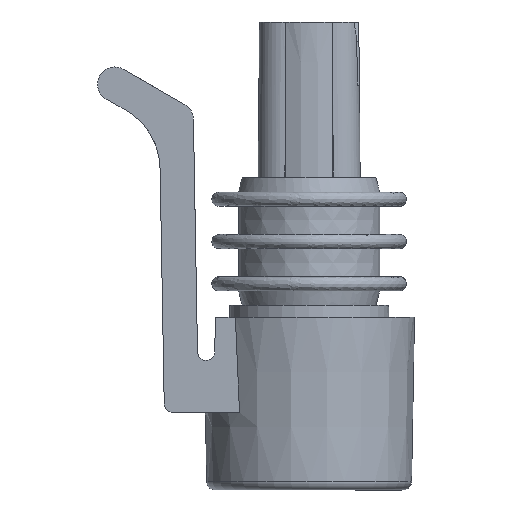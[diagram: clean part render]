
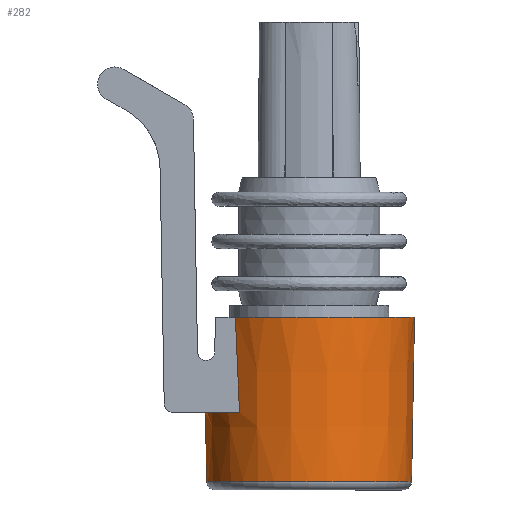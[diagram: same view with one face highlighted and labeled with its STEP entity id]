
A CAD part, left-side view. The second image highlights one B-rep face of the part: STEP entity #282.
In plain terms, the highlighted conical face has half-angle 1.003 degrees and reference radius 6.013 mm.
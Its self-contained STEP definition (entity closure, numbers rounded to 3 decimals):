
#158=CONICAL_SURFACE('',#2370,6.013,1.003);
#183=B_SPLINE_CURVE_WITH_KNOTS('',3,(#3176,#3177,#3178,#3179),
 .UNSPECIFIED.,.F.,.F.,(4,4),(0.,1.),.UNSPECIFIED.);
#185=B_SPLINE_CURVE_WITH_KNOTS('',3,(#3230,#3231,#3232,#3233),
 .UNSPECIFIED.,.F.,.F.,(4,4),(0.,1.),.UNSPECIFIED.);
#187=B_SPLINE_CURVE_WITH_KNOTS('',3,(#3297,#3298,#3299,#3300),
 .UNSPECIFIED.,.F.,.F.,(4,4),(0.,1.),.UNSPECIFIED.);
#199=CIRCLE('',#2367,6.004);
#200=CIRCLE('',#2368,5.934);
#201=CIRCLE('',#2369,6.1);
#282=ADVANCED_FACE('',(#475),#158,.T.);
#475=FACE_OUTER_BOUND('',#586,.T.);
#586=EDGE_LOOP('',(#923,#924,#925,#926,#927,#928,#929,#930));
#923=ORIENTED_EDGE('',*,*,#1678,.F.);
#924=ORIENTED_EDGE('',*,*,#1707,.T.);
#925=ORIENTED_EDGE('',*,*,#1653,.T.);
#926=ORIENTED_EDGE('',*,*,#1708,.F.);
#927=ORIENTED_EDGE('',*,*,#1705,.F.);
#928=ORIENTED_EDGE('',*,*,#1709,.T.);
#929=ORIENTED_EDGE('',*,*,#1710,.F.);
#930=ORIENTED_EDGE('',*,*,#1711,.F.);
#1412=VERTEX_POINT('',#3175);
#1413=VERTEX_POINT('',#3180);
#1431=VERTEX_POINT('',#3229);
#1432=VERTEX_POINT('',#3234);
#1454=VERTEX_POINT('',#3291);
#1455=VERTEX_POINT('',#3293);
#1456=VERTEX_POINT('',#3302);
#1457=VERTEX_POINT('',#3304);
#1653=EDGE_CURVE('',#1413,#1412,#183,.T.);
#1678=EDGE_CURVE('',#1431,#1432,#185,.T.);
#1705=EDGE_CURVE('',#1454,#1455,#1980,.T.);
#1707=EDGE_CURVE('',#1431,#1413,#199,.T.);
#1708=EDGE_CURVE('',#1455,#1412,#187,.T.);
#1709=EDGE_CURVE('',#1454,#1456,#200,.T.);
#1710=EDGE_CURVE('',#1457,#1456,#1982,.T.);
#1711=EDGE_CURVE('',#1432,#1457,#201,.T.);
#1980=LINE('',#3292,#2186);
#1982=LINE('',#3303,#2188);
#2186=VECTOR('',#2696,1.);
#2188=VECTOR('',#2704,1.);
#2367=AXIS2_PLACEMENT_3D('',#3296,#2700,#2701);
#2368=AXIS2_PLACEMENT_3D('',#3301,#2702,#2703);
#2369=AXIS2_PLACEMENT_3D('',#3305,#2705,#2706);
#2370=AXIS2_PLACEMENT_3D('',#3306,#2707,#2708);
#2696=DIRECTION('',(0.,0.017,1.));
#2700=DIRECTION('',(0.,0.,-1.));
#2701=DIRECTION('',(0.,1.,0.));
#2702=DIRECTION('',(0.,0.,1.));
#2703=DIRECTION('',(0.,-1.,0.));
#2704=DIRECTION('',(0.,0.017,-1.));
#2705=DIRECTION('',(0.,0.,1.));
#2706=DIRECTION('',(0.,1.,0.));
#2707=DIRECTION('',(0.,0.,1.));
#2708=DIRECTION('',(0.,-1.,0.));
#3175=CARTESIAN_POINT('',(-1.959,6.056,-11.992));
#3176=CARTESIAN_POINT('',(-2.012,6.003,-15.));
#3177=CARTESIAN_POINT('',(-1.994,6.021,-13.997));
#3178=CARTESIAN_POINT('',(-1.977,6.038,-12.994));
#3179=CARTESIAN_POINT('',(-1.959,6.056,-11.992));
#3180=CARTESIAN_POINT('',(-2.012,6.003,-15.));
#3229=CARTESIAN_POINT('',(-6.349,4.031,-15.));
#3230=CARTESIAN_POINT('',(-6.349,4.031,-15.));
#3231=CARTESIAN_POINT('',(-6.317,4.114,-13.167));
#3232=CARTESIAN_POINT('',(-6.285,4.195,-11.333));
#3233=CARTESIAN_POINT('',(-6.253,4.273,-9.5));
#3234=CARTESIAN_POINT('',(-6.253,4.273,-9.5));
#3291=CARTESIAN_POINT('',(-1.9,5.934,-19.009));
#3292=CARTESIAN_POINT('',(-1.9,0.,-358.071));
#3293=CARTESIAN_POINT('',(-1.9,6.056,-11.992));
#3296=CARTESIAN_POINT('',(-1.9,0.,-15.));
#3297=CARTESIAN_POINT('',(-1.9,6.056,-11.992));
#3298=CARTESIAN_POINT('',(-1.92,6.056,-11.992));
#3299=CARTESIAN_POINT('',(-1.94,6.056,-11.992));
#3300=CARTESIAN_POINT('',(-1.959,6.056,-11.992));
#3301=CARTESIAN_POINT('',(-1.9,0.,-19.009));
#3302=CARTESIAN_POINT('',(-1.9,-5.934,-19.009));
#3303=CARTESIAN_POINT('',(-1.9,0.,-358.071));
#3304=CARTESIAN_POINT('',(-1.9,-6.1,-9.5));
#3305=CARTESIAN_POINT('',(-1.9,0.,-9.5));
#3306=CARTESIAN_POINT('',(-1.9,0.,-14.5));
